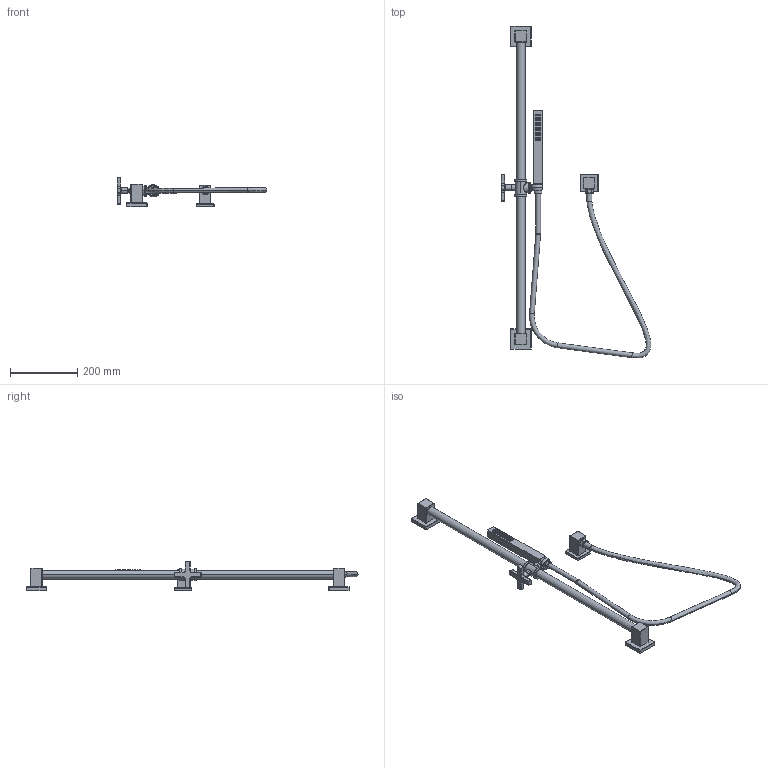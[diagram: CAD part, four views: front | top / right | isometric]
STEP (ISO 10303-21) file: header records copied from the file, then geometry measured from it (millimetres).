
FILE_DESCRIPTION((''),'2;1');
FILE_NAME('280T_','2021-04-05T09:45:37',('rsmith'),(''),'CREO PARAMETRIC BY PTC INC, 2018400','CREO PARAMETRIC BY PTC INC, 2018400','');
FILE_SCHEMA(('AUTOMOTIVE_DESIGN { 1 0 10303 214 1 1 1 1 }'));
Products named in the file (1): 280T_
Bounding box: 445.93 x 989.03 x 87.25 mm (x, y, z)
Volume: 1162953.3 mm3; surface area: 230805.2 mm2
Topology: 4 solids, 4 shells, 905 faces, 1998 edges, 1226 vertices
Faces by surface type: bspline 278, cylinder 212, cone 171, plane 150, torus 48, sphere 46
Entity records: 77627 total; most frequent: CARTESIAN_POINT 46105, ORIENTED_EDGE 3996, DIRECTION 3338, PRESENTATION_STYLE_ASSIGNMENT 2885, STYLED_ITEM 2005, CURVE_STYLE 1998, EDGE_CURVE 1998, AXIS2_PLACEMENT_3D 1338
